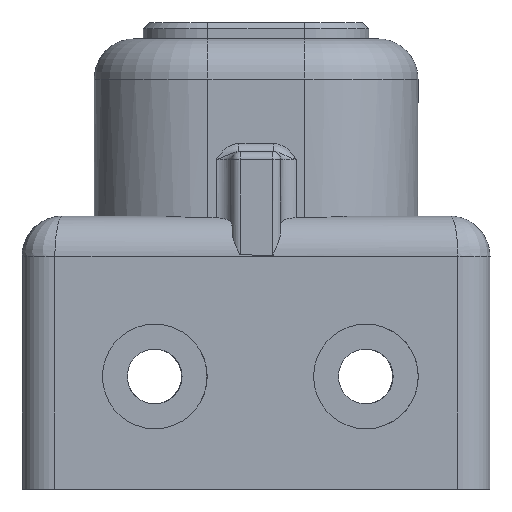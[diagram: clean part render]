
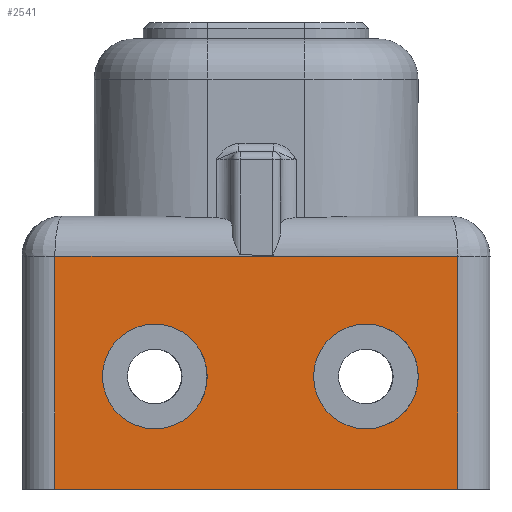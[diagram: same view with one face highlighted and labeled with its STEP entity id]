
A CAD part, left-side view. The second image highlights one B-rep face of the part: STEP entity #2541.
In plain terms, the highlighted planar face has unit normal (-1, -0.002, 0).
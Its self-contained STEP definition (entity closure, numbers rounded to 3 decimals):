
#2357=CARTESIAN_POINT('',(-22.817,-21.631,-9.654));
#2358=VERTEX_POINT('',#2357);
#2382=CARTESIAN_POINT('',(-22.817,-21.631,-3.154));
#2383=VERTEX_POINT('',#2382);
#2384=CARTESIAN_POINT('',(-22.817,-21.631,-6.404));
#2385=DIRECTION('',(1.,0.,0.));
#2386=DIRECTION('',(0.,0.,1.));
#2387=AXIS2_PLACEMENT_3D('',#2384,#2385,#2386);
#2388=CIRCLE('',#2387,3.25);
#2389=EDGE_CURVE('',#2383,#2358,#2388,.T.);
#2391=CARTESIAN_POINT('',(-22.817,-21.631,-6.404));
#2392=DIRECTION('',(1.,0.,0.));
#2393=DIRECTION('',(0.,0.,1.));
#2394=AXIS2_PLACEMENT_3D('',#2391,#2392,#2393);
#2395=CIRCLE('',#2394,3.25);
#2396=EDGE_CURVE('',#2358,#2383,#2395,.T.);
#2429=CARTESIAN_POINT('',(-22.817,-8.531,-9.654));
#2430=VERTEX_POINT('',#2429);
#2454=CARTESIAN_POINT('',(-22.817,-8.531,-3.154));
#2455=VERTEX_POINT('',#2454);
#2456=CARTESIAN_POINT('',(-22.817,-8.531,-6.404));
#2457=DIRECTION('',(1.,0.,0.));
#2458=DIRECTION('',(0.,0.,1.));
#2459=AXIS2_PLACEMENT_3D('',#2456,#2457,#2458);
#2460=CIRCLE('',#2459,3.25);
#2461=EDGE_CURVE('',#2455,#2430,#2460,.T.);
#2463=CARTESIAN_POINT('',(-22.817,-8.531,-6.404));
#2464=DIRECTION('',(1.,0.,0.));
#2465=DIRECTION('',(0.,0.,1.));
#2466=AXIS2_PLACEMENT_3D('',#2463,#2464,#2465);
#2467=CIRCLE('',#2466,3.25);
#2468=EDGE_CURVE('',#2430,#2455,#2467,.T.);
#2494=CARTESIAN_POINT('',(-22.817,-0.331,-4.929));
#2495=DIRECTION('',(-1.,0.,0.));
#2496=DIRECTION('',(0.,0.,-1.));
#2497=AXIS2_PLACEMENT_3D('',#2494,#2495,#2496);
#2498=PLANE('',#2497);
#2499=CARTESIAN_POINT('',(-22.817,-2.331,-13.404));
#2500=VERTEX_POINT('',#2499);
#2501=CARTESIAN_POINT('',(-22.817,-2.331,1.046));
#2502=VERTEX_POINT('',#2501);
#2503=CARTESIAN_POINT('',(-22.817,-2.331,-19.604));
#2504=DIRECTION('',(0.,-0.,1.));
#2505=VECTOR('',#2504,22.85);
#2506=LINE('',#2503,#2505);
#2507=EDGE_CURVE('',#2500,#2502,#2506,.T.);
#2508=ORIENTED_EDGE('',*,*,#2507,.F.);
#2509=CARTESIAN_POINT('',(-22.817,-27.331,-13.404));
#2510=VERTEX_POINT('',#2509);
#2511=CARTESIAN_POINT('',(-22.818,12344.669,-13.404));
#2512=DIRECTION('',(0.,-1.,0.));
#2513=VECTOR('',#2512,24690.);
#2514=LINE('',#2511,#2513);
#2515=EDGE_CURVE('',#2500,#2510,#2514,.T.);
#2516=ORIENTED_EDGE('',*,*,#2515,.T.);
#2517=CARTESIAN_POINT('',(-22.817,-27.331,1.046));
#2518=VERTEX_POINT('',#2517);
#2519=CARTESIAN_POINT('',(-22.817,-27.331,3.246));
#2520=DIRECTION('',(0.,0.,-1.));
#2521=VECTOR('',#2520,22.85);
#2522=LINE('',#2519,#2521);
#2523=EDGE_CURVE('',#2518,#2510,#2522,.T.);
#2524=ORIENTED_EDGE('',*,*,#2523,.F.);
#2525=CARTESIAN_POINT('',(-22.817,7.419,1.046));
#2526=DIRECTION('',(0.,-1.,0.));
#2527=VECTOR('',#2526,44.5);
#2528=LINE('',#2525,#2527);
#2529=EDGE_CURVE('',#2502,#2518,#2528,.T.);
#2530=ORIENTED_EDGE('',*,*,#2529,.F.);
#2531=EDGE_LOOP('',(#2508,#2516,#2524,#2530));
#2532=FACE_BOUND('',#2531,.T.);
#2533=ORIENTED_EDGE('',*,*,#2461,.T.);
#2534=ORIENTED_EDGE('',*,*,#2468,.T.);
#2535=EDGE_LOOP('',(#2533,#2534));
#2536=FACE_BOUND('',#2535,.T.);
#2537=ORIENTED_EDGE('',*,*,#2389,.T.);
#2538=ORIENTED_EDGE('',*,*,#2396,.T.);
#2539=EDGE_LOOP('',(#2537,#2538));
#2540=FACE_BOUND('',#2539,.T.);
#2541=ADVANCED_FACE('',(#2532,#2536,#2540),#2498,.T.);
